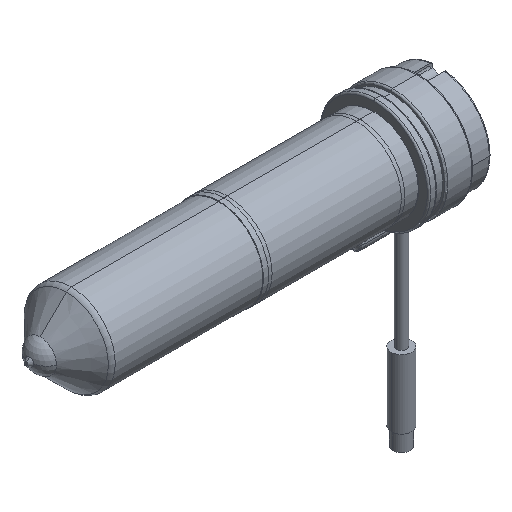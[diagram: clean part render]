
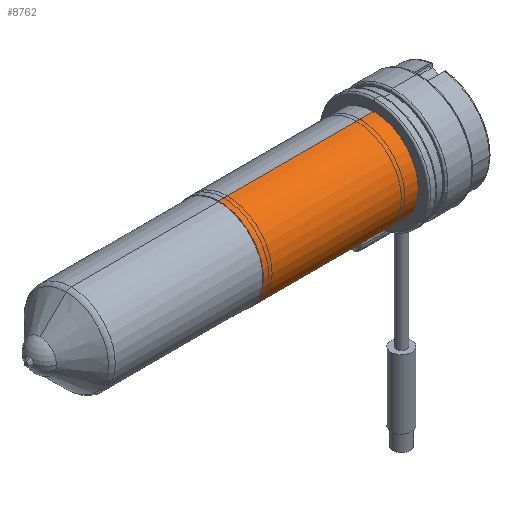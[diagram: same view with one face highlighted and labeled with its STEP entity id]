
A CAD part, isometric view. The second image highlights one B-rep face of the part: STEP entity #8762.
In plain terms, the highlighted cylindrical face has radius 13 mm (diameter 26 mm), a partial arc.
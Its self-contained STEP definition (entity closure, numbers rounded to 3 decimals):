
#642 = CARTESIAN_POINT ( 'NONE',  ( 0., 0., 0. ) ) ;
#1946 = DIRECTION ( 'NONE',  ( 0., 0., -1. ) ) ;
#2653 = VERTEX_POINT ( 'NONE', #3188 ) ;
#3188 = CARTESIAN_POINT ( 'NONE',  ( 0., 0., 13. ) ) ;
#3774 = DIRECTION ( 'NONE',  ( 0., -1., 0. ) ) ;
#4737 = CIRCLE ( 'NONE', #11148, 13. ) ;
#5425 = ORIENTED_EDGE ( 'NONE', *, *, #7136, .T. ) ;
#5594 = ORIENTED_EDGE ( 'NONE', *, *, #10358, .F. ) ;
#5602 = VERTEX_POINT ( 'NONE', #12545 ) ;
#5768 = CARTESIAN_POINT ( 'NONE',  ( 0., 0., -13. ) ) ;
#6377 = CARTESIAN_POINT ( 'NONE',  ( 0., 0., 13. ) ) ;
#7136 = EDGE_CURVE ( 'NONE', #5602, #9178, #9882, .T. ) ;
#7237 = DIRECTION ( 'NONE',  ( 0., 0., -1. ) ) ;
#7420 = LINE ( 'NONE', #6377, #16143 ) ;
#7479 = DIRECTION ( 'NONE',  ( 0., 0., -1. ) ) ;
#8420 = ORIENTED_EDGE ( 'NONE', *, *, #12490, .F. ) ;
#8762 = ADVANCED_FACE ( 'NONE', ( #16746 ), #14542, .T. ) ;
#9178 = VERTEX_POINT ( 'NONE', #14348 ) ;
#9690 = ORIENTED_EDGE ( 'NONE', *, *, #12696, .T. ) ;
#9692 = DIRECTION ( 'NONE',  ( 0., -1., 0. ) ) ;
#9882 = LINE ( 'NONE', #5768, #15804 ) ;
#10264 = AXIS2_PLACEMENT_3D ( 'NONE', #642, #9692, #1946 ) ;
#10358 = EDGE_CURVE ( 'NONE', #14875, #2653, #7420, .T. ) ;
#10858 = DIRECTION ( 'NONE',  ( 0., -1., 0. ) ) ;
#11148 = AXIS2_PLACEMENT_3D ( 'NONE', #15243, #3774, #7479 ) ;
#11588 = DIRECTION ( 'NONE',  ( 0., -1., 0. ) ) ;
#11999 = CARTESIAN_POINT ( 'NONE',  ( 0., 45., 13. ) ) ;
#12289 = CARTESIAN_POINT ( 'NONE',  ( 0., 0., 0. ) ) ;
#12490 = EDGE_CURVE ( 'NONE', #2653, #9178, #16106, .T. ) ;
#12545 = CARTESIAN_POINT ( 'NONE',  ( 0., 45., -13. ) ) ;
#12696 = EDGE_CURVE ( 'NONE', #14875, #5602, #4737, .T. ) ;
#12710 = EDGE_LOOP ( 'NONE', ( #5594, #9690, #5425, #8420 ) ) ;
#13189 = AXIS2_PLACEMENT_3D ( 'NONE', #12289, #16042, #7237 ) ;
#14348 = CARTESIAN_POINT ( 'NONE',  ( 0., 0., -13. ) ) ;
#14542 = CYLINDRICAL_SURFACE ( 'NONE', #13189, 13. ) ;
#14875 = VERTEX_POINT ( 'NONE', #11999 ) ;
#15243 = CARTESIAN_POINT ( 'NONE',  ( 0., 45., 0. ) ) ;
#15804 = VECTOR ( 'NONE', #10858, 1000. ) ;
#16042 = DIRECTION ( 'NONE',  ( 0., -1., 0. ) ) ;
#16106 = CIRCLE ( 'NONE', #10264, 13. ) ;
#16143 = VECTOR ( 'NONE', #11588, 1000. ) ;
#16746 = FACE_OUTER_BOUND ( 'NONE', #12710, .T. ) ;
